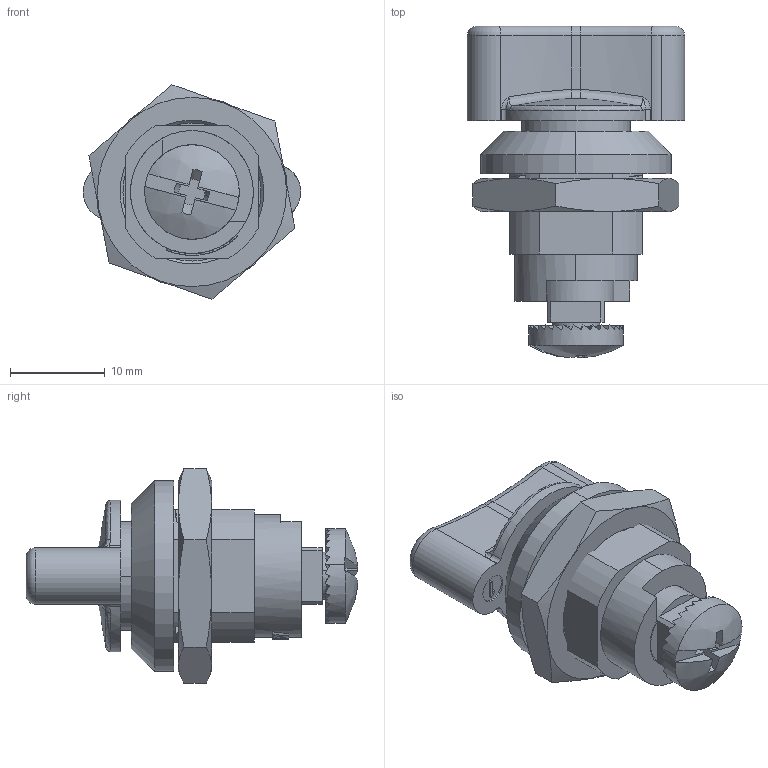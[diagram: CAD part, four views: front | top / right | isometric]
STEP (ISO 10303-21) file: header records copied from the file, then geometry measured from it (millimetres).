
FILE_DESCRIPTION (( 'STEP AP214' ), '1' );
FILE_NAME ('166.1.1.00.STEP', '2017-08-10T07:42:07', ( '' ), ( '' ), 'SwSTEP 2.0', 'SolidWorks 2017', '' );
FILE_SCHEMA (( 'AUTOMOTIVE_DESIGN' ));
Length unit declared in the file: millimetre
Products named in the file (5): 2; 3; 1; 166.1.1.00; 4
Assembly tree (4 placements, depth 2):
  166.1.1.00
    1
    2
    3
    4
Bounding box: 22.99 x 35.06 x 22.7 mm (x, y, z)
Volume: 5397.4 mm3; surface area: 4825.4 mm2
Topology: 4 solids, 4 shells, 296 faces, 706 edges, 434 vertices
Faces by surface type: plane 135, cylinder 83, bspline 42, cone 27, torus 7, sphere 2
Entity records: 14169 total; most frequent: CARTESIAN_POINT 7727, ORIENTED_EDGE 1404, DIRECTION 1193, EDGE_CURVE 702, AXIS2_PLACEMENT_3D 467, VERTEX_POINT 434, EDGE_LOOP 320, ADVANCED_FACE 296
